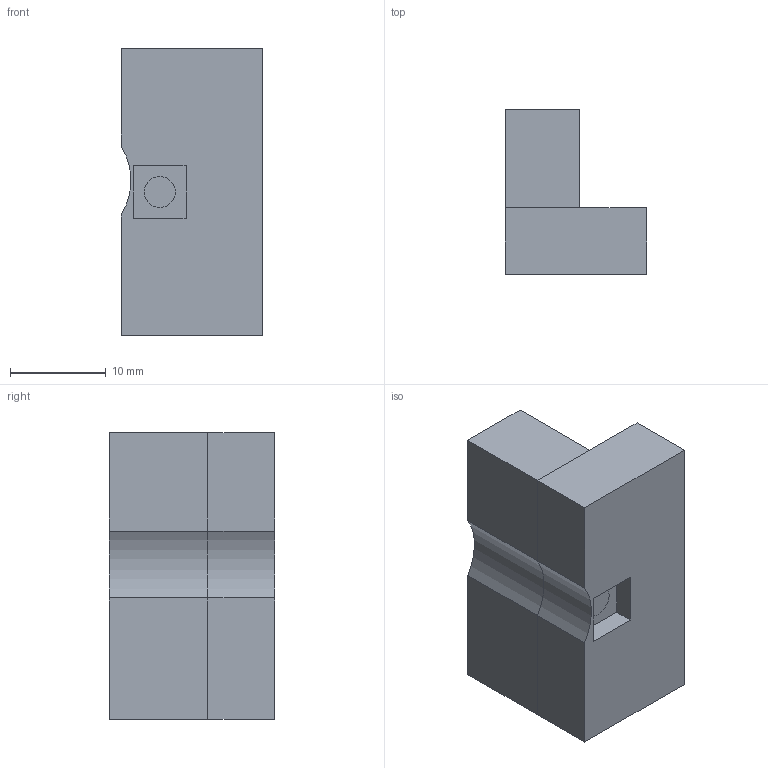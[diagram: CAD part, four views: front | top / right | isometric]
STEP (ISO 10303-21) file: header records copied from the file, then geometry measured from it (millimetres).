
FILE_DESCRIPTION(('FreeCAD Model'),'2;1');
FILE_NAME('Open CASCADE Shape Model','2022-11-07T18:50:29',(''),(''), 'Open CASCADE STEP processor 7.6','FreeCAD','Unknown');
FILE_SCHEMA(('AUTOMOTIVE_DESIGN { 1 0 10303 214 1 1 1 1 }'));
Length unit declared in the file: millimetre
Products named in the file (2): printMonSideShort; Body045
Assembly tree (1 placements, depth 2):
  printMonSideShort
    Body045
Bounding box: 14.75 x 17.3 x 30 mm (x, y, z)
Volume: 5224.4 mm3; surface area: 2484.3 mm2
Topology: 1 solids, 1 shells, 24 faces, 52 edges, 33 vertices
Faces by surface type: plane 20, cylinder 4
Full cylindrical faces by diameter (mm): 3.25 x2
Entity records: 1366 total; most frequent: CARTESIAN_POINT 227, DIRECTION 214, LINE 142, VECTOR 142, ORIENTED_EDGE 104, PCURVE 104, DEFINITIONAL_REPRESENTATION 104, EDGE_CURVE 52
